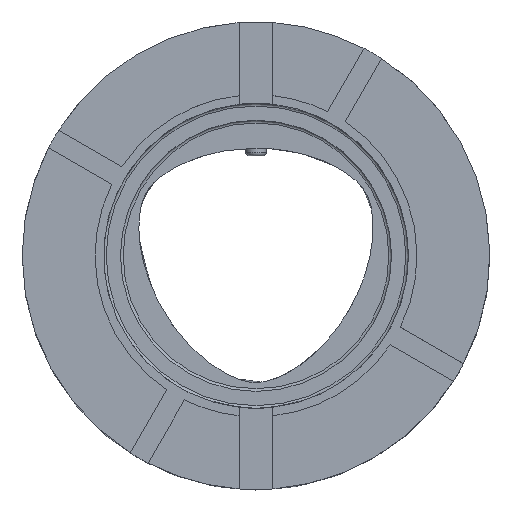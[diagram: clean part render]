
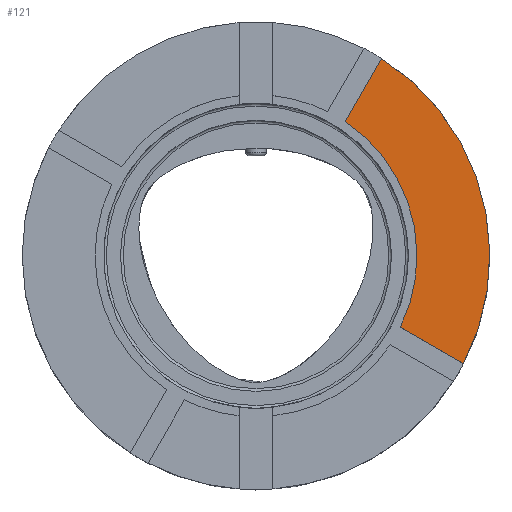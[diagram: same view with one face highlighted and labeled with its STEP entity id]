
A CAD part, top view. The second image highlights one B-rep face of the part: STEP entity #121.
In plain terms, the highlighted planar face has unit normal (0, 0, 1).
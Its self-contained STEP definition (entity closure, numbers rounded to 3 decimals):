
#121=ADVANCED_FACE('',(#196),#168,.T.);
#168=PLANE('',#953);
#196=FACE_OUTER_BOUND('',#248,.T.);
#248=EDGE_LOOP('',(#470,#471,#472,#473));
#308=LINE('',#5251,#364);
#309=LINE('',#5255,#365);
#364=VECTOR('',#1110,1.);
#365=VECTOR('',#1113,1.);
#470=ORIENTED_EDGE('',*,*,#768,.T.);
#471=ORIENTED_EDGE('',*,*,#769,.F.);
#472=ORIENTED_EDGE('',*,*,#770,.F.);
#473=ORIENTED_EDGE('',*,*,#771,.F.);
#683=VERTEX_POINT('',#5249);
#684=VERTEX_POINT('',#5250);
#685=VERTEX_POINT('',#5252);
#686=VERTEX_POINT('',#5254);
#768=EDGE_CURVE('',#683,#684,#858,.T.);
#769=EDGE_CURVE('',#685,#684,#308,.T.);
#770=EDGE_CURVE('',#686,#685,#859,.T.);
#771=EDGE_CURVE('',#683,#686,#309,.T.);
#858=CIRCLE('',#951,47.5);
#859=CIRCLE('',#952,69.);
#951=AXIS2_PLACEMENT_3D('',#5248,#1108,#1109);
#952=AXIS2_PLACEMENT_3D('',#5253,#1111,#1112);
#953=AXIS2_PLACEMENT_3D('',#5256,#1114,#1115);
#1108=DIRECTION('',(0.,0.,-1.));
#1109=DIRECTION('',(1.,0.,0.));
#1110=DIRECTION('',(-0.866,0.5,0.));
#1111=DIRECTION('',(0.,0.,-1.));
#1112=DIRECTION('',(1.,0.,0.));
#1113=DIRECTION('',(0.5,0.866,0.));
#1114=DIRECTION('',(0.,0.,1.));
#1115=DIRECTION('',(-1.,0.,0.));
#5248=CARTESIAN_POINT('',(0.,0.,80.));
#5249=CARTESIAN_POINT('',(26.301,39.554,80.));
#5250=CARTESIAN_POINT('',(42.554,-21.105,80.));
#5251=CARTESIAN_POINT('',(1.5,2.598,80.));
#5252=CARTESIAN_POINT('',(61.199,-31.869,80.));
#5253=CARTESIAN_POINT('',(0.,0.,80.));
#5254=CARTESIAN_POINT('',(37.065,58.199,80.));
#5255=CARTESIAN_POINT('',(2.598,-1.5,80.));
#5256=CARTESIAN_POINT('',(0.,0.,80.));
